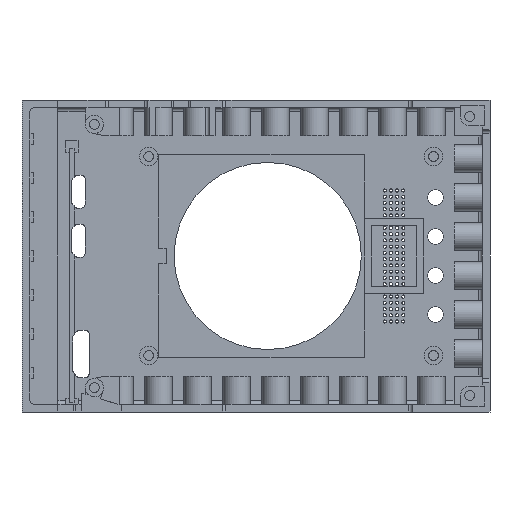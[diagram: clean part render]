
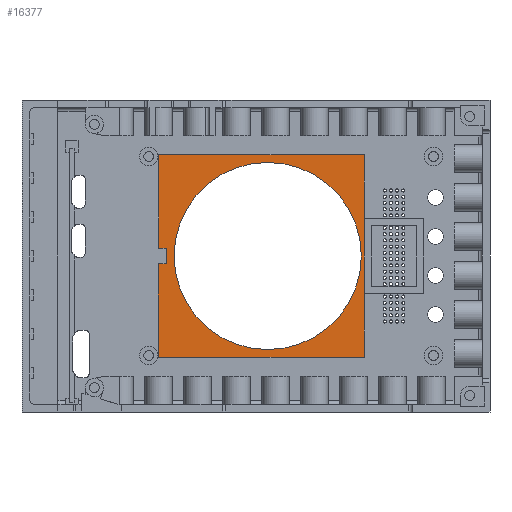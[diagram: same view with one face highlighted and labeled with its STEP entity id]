
A CAD part, front view. The second image highlights one B-rep face of the part: STEP entity #16377.
In plain terms, the highlighted planar face has unit normal (0, -1, 0).
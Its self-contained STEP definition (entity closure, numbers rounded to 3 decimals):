
#384=FACE_BOUND('',#2472,.T.);
#656=PLANE('',#18219);
#1359=FACE_OUTER_BOUND('',#2471,.T.);
#2471=EDGE_LOOP('',(#13909,#13910,#13911,#13912,#13913,#13914,#13915,#13916));
#2472=EDGE_LOOP('',(#13917,#13918));
#3715=LINE('',#27728,#4881);
#3716=LINE('',#27730,#4882);
#3717=LINE('',#27732,#4883);
#3718=LINE('',#27734,#4884);
#3719=LINE('',#27736,#4885);
#3720=LINE('',#27738,#4886);
#3721=LINE('',#27740,#4887);
#3722=LINE('',#27741,#4888);
#4881=VECTOR('',#22883,10.);
#4882=VECTOR('',#22884,10.);
#4883=VECTOR('',#22885,10.);
#4884=VECTOR('',#22886,10.);
#4885=VECTOR('',#22887,10.);
#4886=VECTOR('',#22888,10.);
#4887=VECTOR('',#22889,10.);
#4888=VECTOR('',#22890,10.);
#5806=CIRCLE('',#17733,24.);
#5807=CIRCLE('',#17734,24.);
#7354=VERTEX_POINT('',#26612);
#7355=VERTEX_POINT('',#26613);
#7646=VERTEX_POINT('',#27726);
#7647=VERTEX_POINT('',#27727);
#7648=VERTEX_POINT('',#27729);
#7649=VERTEX_POINT('',#27731);
#7650=VERTEX_POINT('',#27733);
#7651=VERTEX_POINT('',#27735);
#7652=VERTEX_POINT('',#27737);
#7653=VERTEX_POINT('',#27739);
#9309=EDGE_CURVE('',#7354,#7355,#5806,.T.);
#9311=EDGE_CURVE('',#7355,#7354,#5807,.T.);
#9842=EDGE_CURVE('',#7646,#7647,#3715,.T.);
#9843=EDGE_CURVE('',#7648,#7646,#3716,.T.);
#9844=EDGE_CURVE('',#7649,#7648,#3717,.T.);
#9845=EDGE_CURVE('',#7650,#7649,#3718,.T.);
#9846=EDGE_CURVE('',#7651,#7650,#3719,.T.);
#9847=EDGE_CURVE('',#7652,#7651,#3720,.T.);
#9848=EDGE_CURVE('',#7653,#7652,#3721,.T.);
#9849=EDGE_CURVE('',#7647,#7653,#3722,.T.);
#13909=ORIENTED_EDGE('',*,*,#9842,.F.);
#13910=ORIENTED_EDGE('',*,*,#9843,.F.);
#13911=ORIENTED_EDGE('',*,*,#9844,.F.);
#13912=ORIENTED_EDGE('',*,*,#9845,.F.);
#13913=ORIENTED_EDGE('',*,*,#9846,.F.);
#13914=ORIENTED_EDGE('',*,*,#9847,.F.);
#13915=ORIENTED_EDGE('',*,*,#9848,.F.);
#13916=ORIENTED_EDGE('',*,*,#9849,.F.);
#13917=ORIENTED_EDGE('',*,*,#9309,.F.);
#13918=ORIENTED_EDGE('',*,*,#9311,.F.);
#16377=ADVANCED_FACE('',(#1359,#384),#656,.T.);
#17733=AXIS2_PLACEMENT_3D('',#26614,#21574,#21575);
#17734=AXIS2_PLACEMENT_3D('',#26616,#21577,#21578);
#18219=AXIS2_PLACEMENT_3D('',#27725,#22881,#22882);
#21574=DIRECTION('center_axis',(0.,-1.,0.));
#21575=DIRECTION('ref_axis',(0.,0.,
1.));
#21577=DIRECTION('center_axis',(0.,-1.,0.));
#21578=DIRECTION('ref_axis',(0.,0.,
1.));
#22881=DIRECTION('center_axis',(0.,-1.,0.));
#22882=DIRECTION('ref_axis',(0.,0.,
-1.));
#22883=DIRECTION('',(0.,0.,1.));
#22884=DIRECTION('',(-1.,0.,0.));
#22885=DIRECTION('',(0.,0.,1.));
#22886=DIRECTION('',(1.,0.,0.));
#22887=DIRECTION('',(0.,0.,1.));
#22888=DIRECTION('',(-1.,0.,0.));
#22889=DIRECTION('',(0.,0.,-1.));
#22890=DIRECTION('',(1.,0.,0.));
#26612=CARTESIAN_POINT('',(27.,39.,0.));
#26613=CARTESIAN_POINT('',(3.,39.,-24.));
#26614=CARTESIAN_POINT('Origin',(3.,39.,0.));
#26616=CARTESIAN_POINT('Origin',(3.,39.,0.));
#27725=CARTESIAN_POINT('Origin',(1.4,39.,0.));
#27726=CARTESIAN_POINT('',(-25.,39.,2.));
#27727=CARTESIAN_POINT('',(-25.,39.,26.));
#27728=CARTESIAN_POINT('',(-25.,39.,26.));
#27729=CARTESIAN_POINT('',(-23.,39.,2.));
#27730=CARTESIAN_POINT('',(-25.,39.,2.));
#27731=CARTESIAN_POINT('',(-23.,39.,-2.));
#27732=CARTESIAN_POINT('',(-23.,39.,2.));
#27733=CARTESIAN_POINT('',(-25.,39.,-2.));
#27734=CARTESIAN_POINT('',(-23.,39.,-2.));
#27735=CARTESIAN_POINT('',(-25.,39.,-26.));
#27736=CARTESIAN_POINT('',(-25.,39.,-2.));
#27737=CARTESIAN_POINT('',(27.8,39.,-26.));
#27738=CARTESIAN_POINT('',(-25.,39.,-26.));
#27739=CARTESIAN_POINT('',(27.8,39.,26.));
#27740=CARTESIAN_POINT('',(27.8,39.,-26.));
#27741=CARTESIAN_POINT('',(31.,39.,26.));
